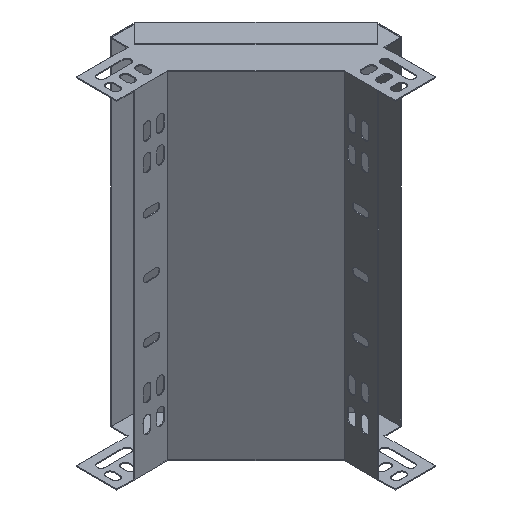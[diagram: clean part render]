
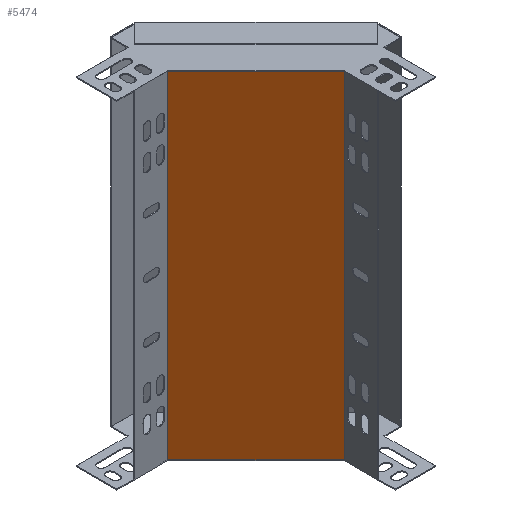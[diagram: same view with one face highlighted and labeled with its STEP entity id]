
A CAD part, isometric view. The second image highlights one B-rep face of the part: STEP entity #5474.
In plain terms, the highlighted planar face has unit normal (-0.707, -0.707, 0).
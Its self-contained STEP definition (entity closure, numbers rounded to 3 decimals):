
#75 = ORIENTED_EDGE ( 'NONE', *, *, #7094, .T. ) ;
#92 = VERTEX_POINT ( 'NONE', #462 ) ;
#244 = CARTESIAN_POINT ( 'NONE',  ( -50.86, -0.316, 270.829 ) ) ;
#415 = VECTOR ( 'NONE', #3420, 1000. ) ;
#462 = CARTESIAN_POINT ( 'NONE',  ( 27.976, -79.153, 270.829 ) ) ;
#585 = PLANE ( 'NONE',  #3774 ) ;
#622 = FACE_OUTER_BOUND ( 'NONE', #6078, .T. ) ;
#629 = ORIENTED_EDGE ( 'NONE', *, *, #4904, .F. ) ;
#776 = VECTOR ( 'NONE', #2382, 1000. ) ;
#782 = LINE ( 'NONE', #244, #3455 ) ;
#903 = VECTOR ( 'NONE', #7199, 1000. ) ;
#939 = VERTEX_POINT ( 'NONE', #4798 ) ;
#1092 = ORIENTED_EDGE ( 'NONE', *, *, #4728, .T. ) ;
#1545 = CARTESIAN_POINT ( 'NONE',  ( -50.86, -0.316, 270.829 ) ) ;
#1633 = DIRECTION ( 'NONE',  ( -0.707, 0.707, 0. ) ) ;
#1869 = DIRECTION ( 'NONE',  ( 0., 0., -1. ) ) ;
#2013 = VERTEX_POINT ( 'NONE', #1545 ) ;
#2116 = DIRECTION ( 'NONE',  ( -0.707, -0.707, 0. ) ) ;
#2131 = ORIENTED_EDGE ( 'NONE', *, *, #6348, .T. ) ;
#2260 = LINE ( 'NONE', #4608, #903 ) ;
#2382 = DIRECTION ( 'NONE',  ( -0.707, 0.707, 0. ) ) ;
#2515 = LINE ( 'NONE', #7097, #3741 ) ;
#2585 = LINE ( 'NONE', #6842, #5587 ) ;
#2595 = CARTESIAN_POINT ( 'NONE',  ( 27.979, -79.156, 270.829 ) ) ;
#3085 = VERTEX_POINT ( 'NONE', #4023 ) ;
#3221 = LINE ( 'NONE', #4014, #415 ) ;
#3234 = CARTESIAN_POINT ( 'NONE',  ( 27.976, -79.153, -29.171 ) ) ;
#3244 = CARTESIAN_POINT ( 'NONE',  ( -50.86, -0.316, -29.171 ) ) ;
#3268 = LINE ( 'NONE', #6559, #776 ) ;
#3420 = DIRECTION ( 'NONE',  ( -0.707, 0.707, 0. ) ) ;
#3455 = VECTOR ( 'NONE', #3820, 1000. ) ;
#3741 = VECTOR ( 'NONE', #1869, 1000. ) ;
#3774 = AXIS2_PLACEMENT_3D ( 'NONE', #2595, #2116, #6216 ) ;
#3820 = DIRECTION ( 'NONE',  ( 0., 0., -1. ) ) ;
#4014 = CARTESIAN_POINT ( 'NONE',  ( 27.979, -79.156, 270.829 ) ) ;
#4023 = CARTESIAN_POINT ( 'NONE',  ( -11.442, -39.734, -29.171 ) ) ;
#4608 = CARTESIAN_POINT ( 'NONE',  ( 27.979, -79.156, -29.171 ) ) ;
#4728 = EDGE_CURVE ( 'NONE', #2013, #4740, #782, .T. ) ;
#4740 = VERTEX_POINT ( 'NONE', #3244 ) ;
#4798 = CARTESIAN_POINT ( 'NONE',  ( -11.442, -39.734, 270.829 ) ) ;
#4853 = EDGE_CURVE ( 'NONE', #939, #2013, #3268, .T. ) ;
#4904 = EDGE_CURVE ( 'NONE', #6220, #3085, #2585, .T. ) ;
#5161 = ORIENTED_EDGE ( 'NONE', *, *, #4853, .T. ) ;
#5380 = EDGE_CURVE ( 'NONE', #92, #6220, #2515, .T. ) ;
#5474 = ADVANCED_FACE ( 'NONE', ( #622 ), #585, .T. ) ;
#5587 = VECTOR ( 'NONE', #1633, 1000. ) ;
#6078 = EDGE_LOOP ( 'NONE', ( #629, #6633, #2131, #5161, #1092, #75 ) ) ;
#6216 = DIRECTION ( 'NONE',  ( 0.707, -0.707, 0. ) ) ;
#6220 = VERTEX_POINT ( 'NONE', #3234 ) ;
#6348 = EDGE_CURVE ( 'NONE', #92, #939, #3221, .T. ) ;
#6559 = CARTESIAN_POINT ( 'NONE',  ( -50.86, -0.316, 270.829 ) ) ;
#6633 = ORIENTED_EDGE ( 'NONE', *, *, #5380, .F. ) ;
#6842 = CARTESIAN_POINT ( 'NONE',  ( 27.979, -79.156, -29.171 ) ) ;
#7094 = EDGE_CURVE ( 'NONE', #4740, #3085, #2260, .T. ) ;
#7097 = CARTESIAN_POINT ( 'NONE',  ( 27.976, -79.153, 270.829 ) ) ;
#7199 = DIRECTION ( 'NONE',  ( 0.707, -0.707, 0. ) ) ;
